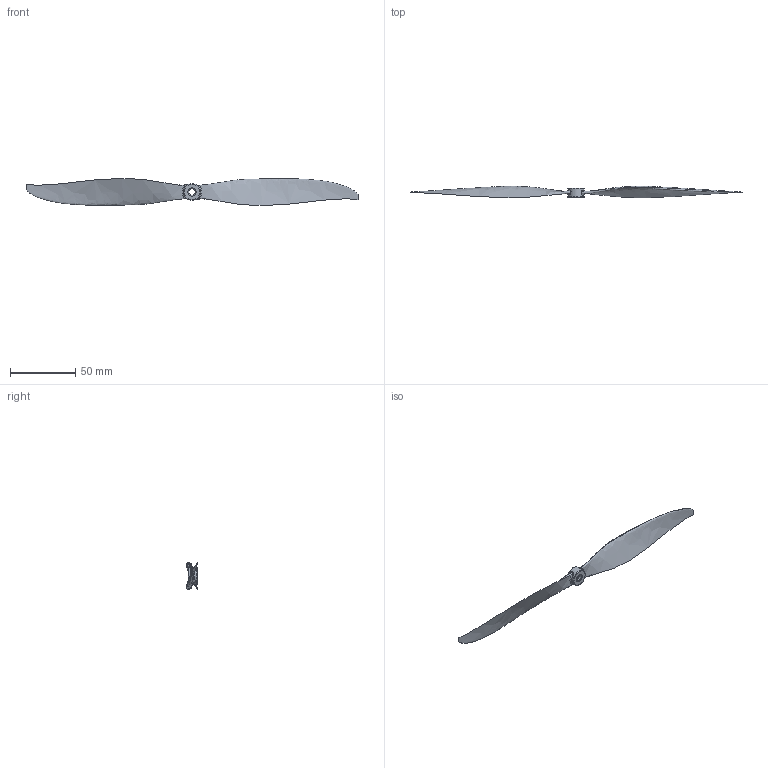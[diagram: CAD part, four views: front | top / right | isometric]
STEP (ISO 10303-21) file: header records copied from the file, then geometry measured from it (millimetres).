
FILE_DESCRIPTION(/* description */ ('STEP AP203'),/* implementation_level */ '2;1');
FILE_NAME(/* name */ 'Propeller - 10x4.5L v1.step',/* time_stamp */ '2025-07-15T10:11:36+05:30',/* author */ (''),/* organization */ (''),/* preprocessor_version */ 'ST-DEVELOPER v20.1',/* originating_system */ 'Autodesk Translation Framework v14.4.0.0',/* authorisation */ '');
FILE_SCHEMA (('AUTOMOTIVE_DESIGN { 1 0 10303 214 3 1 1 }'));
Length unit declared in the file: millimetre
Products named in the file (1): 10x4.5L
Bounding box: 254 x 8.73 x 20.76 mm (x, y, z)
Volume: 6486.2 mm3; surface area: 8915.4 mm2
Topology: 1 solids, 1 shells, 20 faces, 78 edges, 52 vertices
Faces by surface type: bspline 8, cylinder 4, torus 4, plane 4
Full cylindrical faces by diameter (mm): 5.319 x3, 13 x1
Entity records: 6298 total; most frequent: CARTESIAN_POINT 5744, ORIENTED_EDGE 136, DIRECTION 70, EDGE_CURVE 68, VERTEX_POINT 52, B_SPLINE_CURVE_WITH_KNOTS 42, AXIS2_PLACEMENT_3D 31, EDGE_LOOP 24
